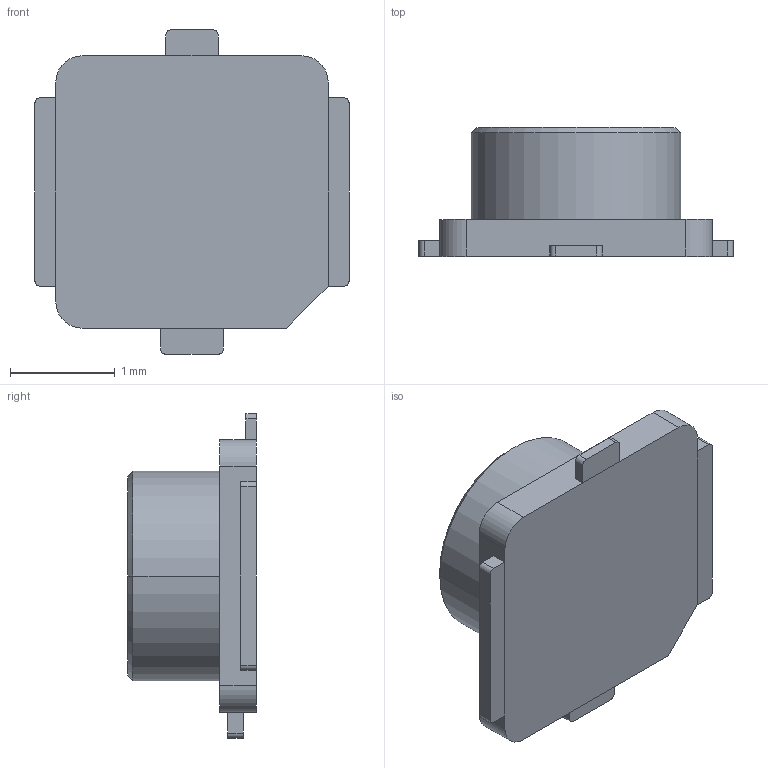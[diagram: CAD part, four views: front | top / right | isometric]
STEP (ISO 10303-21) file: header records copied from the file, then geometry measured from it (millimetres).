
FILE_DESCRIPTION (( 'STEP AP214' ), '1' );
FILE_NAME ('TE 1909763-1.STEP', '2016-11-17T04:55:02', ( '' ), ( '' ), 'SwSTEP 2.0', 'SolidWorks 2016', '' );
FILE_SCHEMA (( 'AUTOMOTIVE_DESIGN' ));
Length unit declared in the file: millimetre
Products named in the file (2): TE 1909763-1
Assembly tree (1 placements, depth 2):
  TE 1909763-1
    TE 1909763-1
Bounding box: 3 x 1.23 x 3.1 mm (x, y, z)
Surface area: 30.3 mm2 (no closed solid volume)
Topology: 0 solids, 2 shells, 50 faces, 126 edges, 79 vertices
Faces by surface type: plane 29, cylinder 17, cone 2, bspline 2
Entity records: 1971 total; most frequent: CARTESIAN_POINT 285, DIRECTION 264, ORIENTED_EDGE 242, EDGE_CURVE 122, AXIS2_PLACEMENT_3D 90, VECTOR 84, LINE 84, VERTEX_POINT 79
